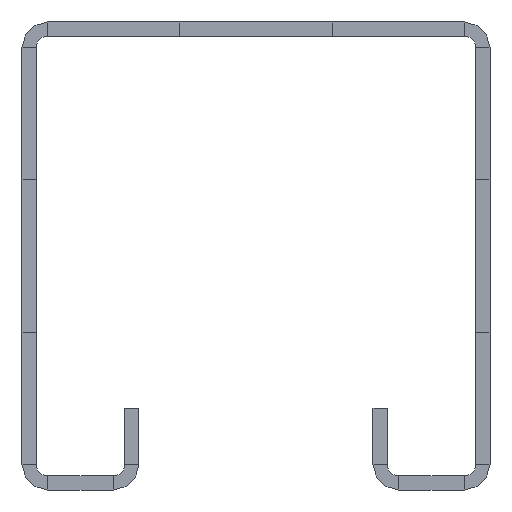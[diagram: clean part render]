
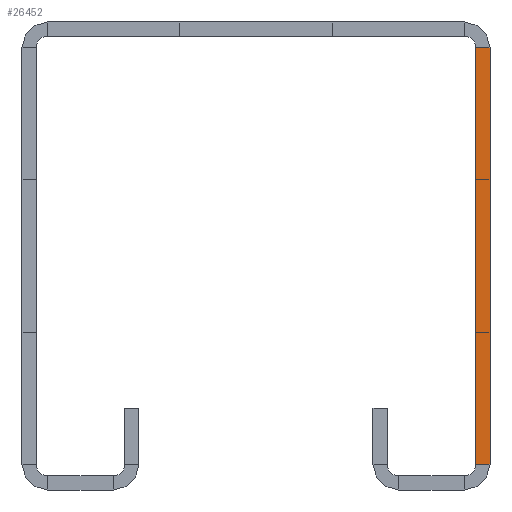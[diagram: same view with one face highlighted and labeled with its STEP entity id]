
A CAD part, front view. The second image highlights one B-rep face of the part: STEP entity #26452.
In plain terms, the highlighted planar face has unit normal (0, -1, 0).
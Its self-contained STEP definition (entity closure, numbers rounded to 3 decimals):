
#2273=DIRECTION('',(-1.,0.,0.));
#2274=VECTOR('',#2273,1.2);
#2275=CARTESIAN_POINT('',(20.,-3000.,-17.8));
#2276=LINE('',#2275,#2274);
#2277=DIRECTION('',(0.,0.,-1.));
#2278=VECTOR('',#2277,35.6);
#2279=CARTESIAN_POINT('',(18.8,-3000.,17.8));
#2280=LINE('',#2279,#2278);
#2281=DIRECTION('',(0.,0.,-1.));
#2282=VECTOR('',#2281,35.6);
#2283=CARTESIAN_POINT('',(20.,-3000.,17.8));
#2284=LINE('',#2283,#2282);
#6673=DIRECTION('',(-1.,0.,0.));
#6674=VECTOR('',#6673,1.2);
#6675=CARTESIAN_POINT('',(20.,-3000.,17.8));
#6676=LINE('',#6675,#6674);
#19202=CARTESIAN_POINT('',(20.,-3000.,-17.8));
#19204=VERTEX_POINT('',#19202);
#19214=CARTESIAN_POINT('',(20.,-3000.,17.8));
#19216=VERTEX_POINT('',#19214);
#19250=CARTESIAN_POINT('',(18.8,-3000.,-17.8));
#19252=VERTEX_POINT('',#19250);
#19262=CARTESIAN_POINT('',(18.8,-3000.,17.8));
#19264=VERTEX_POINT('',#19262);
#26438=CARTESIAN_POINT('',(19.4,-3000.,0.));
#26439=DIRECTION('',(0.,-1.,0.));
#26440=DIRECTION('',(0.,0.,-1.));
#26441=AXIS2_PLACEMENT_3D('',#26438,#26439,#26440);
#26442=PLANE('',#26441);
#26444=ORIENTED_EDGE('',*,*,#26443,.T.);
#26446=ORIENTED_EDGE('',*,*,#26445,.F.);
#26448=ORIENTED_EDGE('',*,*,#26447,.F.);
#26449=ORIENTED_EDGE('',*,*,#25229,.T.);
#26450=EDGE_LOOP('',(#26444,#26446,#26448,#26449));
#26451=FACE_OUTER_BOUND('',#26450,.F.);
#26452=ADVANCED_FACE('',(#26451),#26442,.T.);
#25229=EDGE_CURVE('',#19216,#19204,#2284,.T.);
#26443=EDGE_CURVE('',#19204,#19252,#2276,.T.);
#26445=EDGE_CURVE('',#19264,#19252,#2280,.T.);
#26447=EDGE_CURVE('',#19216,#19264,#6676,.T.);
